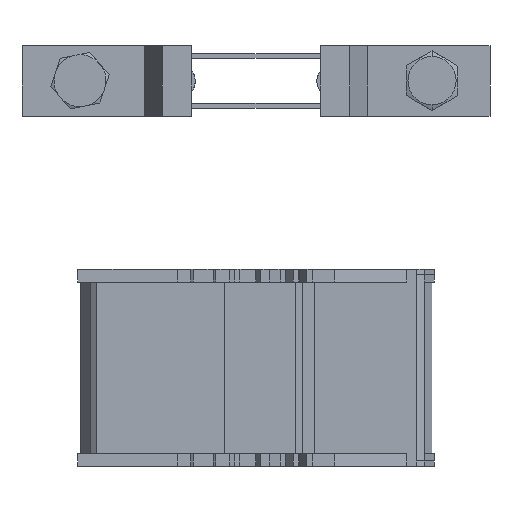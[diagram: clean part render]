
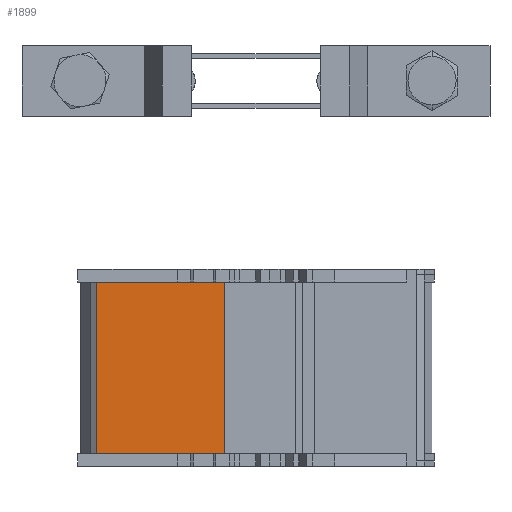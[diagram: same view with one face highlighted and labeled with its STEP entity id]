
A CAD part, front view. The second image highlights one B-rep face of the part: STEP entity #1899.
In plain terms, the highlighted planar face has unit normal (0, -1, 0).
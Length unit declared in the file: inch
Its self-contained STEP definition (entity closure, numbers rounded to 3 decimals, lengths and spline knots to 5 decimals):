
#1287 = EDGE_CURVE ( 'NONE', #14100, #12895, #13280, .T. ) ;
#1899 = ADVANCED_FACE ( 'NONE', ( #19178 ), #24117, .T. ) ;
#2290 = ORIENTED_EDGE ( 'NONE', *, *, #8967, .F. ) ;
#2924 = VERTEX_POINT ( 'NONE', #10407 ) ;
#3194 = DIRECTION ( 'NONE',  ( -1., 0., 0. ) ) ;
#3817 = CARTESIAN_POINT ( 'NONE',  ( -1.51201, 0.08149, 1.60047 ) ) ;
#4136 = DIRECTION ( 'NONE',  ( 1., 0., 0. ) ) ;
#4250 = VECTOR ( 'NONE', #3194, 39.37008 ) ;
#6120 = CARTESIAN_POINT ( 'NONE',  ( -0.30036, 0.08149, -0.02953 ) ) ;
#8027 = LINE ( 'NONE', #9922, #25139 ) ;
#8967 = EDGE_CURVE ( 'NONE', #12895, #2924, #23206, .T. ) ;
#9083 = ORIENTED_EDGE ( 'NONE', *, *, #1287, .F. ) ;
#9790 = VERTEX_POINT ( 'NONE', #3817 ) ;
#9922 = CARTESIAN_POINT ( 'NONE',  ( -1.51201, 0.08149, -0.15 ) ) ;
#10407 = CARTESIAN_POINT ( 'NONE',  ( -1.51201, 0.08149, -0.02953 ) ) ;
#10541 = CARTESIAN_POINT ( 'NONE',  ( 0., 0.08149, 0.07047 ) ) ;
#11449 = CARTESIAN_POINT ( 'NONE',  ( -0.30036, 0.08149, 1.60047 ) ) ;
#11522 = CARTESIAN_POINT ( 'NONE',  ( -0.30036, 0.08149, 0.07047 ) ) ;
#12394 = AXIS2_PLACEMENT_3D ( 'NONE', #10541, #17559, #17424 ) ;
#12895 = VERTEX_POINT ( 'NONE', #6120 ) ;
#13280 = LINE ( 'NONE', #11522, #17515 ) ;
#13650 = ORIENTED_EDGE ( 'NONE', *, *, #18212, .F. ) ;
#14100 = VERTEX_POINT ( 'NONE', #11449 ) ;
#15684 = CARTESIAN_POINT ( 'NONE',  ( 0., 0.08149, 1.60047 ) ) ;
#17424 = DIRECTION ( 'NONE',  ( 1., 0., 0. ) ) ;
#17515 = VECTOR ( 'NONE', #20166, 39.37008 ) ;
#17559 = DIRECTION ( 'NONE',  ( 0., -1., 0. ) ) ;
#18024 = LINE ( 'NONE', #15684, #23582 ) ;
#18212 = EDGE_CURVE ( 'NONE', #9790, #14100, #18024, .T. ) ;
#19178 = FACE_OUTER_BOUND ( 'NONE', #25355, .T. ) ;
#20166 = DIRECTION ( 'NONE',  ( 0., 0., -1. ) ) ;
#22216 = EDGE_CURVE ( 'NONE', #2924, #9790, #8027, .T. ) ;
#23056 = DIRECTION ( 'NONE',  ( 0., 0., 1. ) ) ;
#23206 = LINE ( 'NONE', #27003, #4250 ) ;
#23582 = VECTOR ( 'NONE', #4136, 39.37008 ) ;
#24117 = PLANE ( 'NONE',  #12394 ) ;
#24491 = ORIENTED_EDGE ( 'NONE', *, *, #22216, .F. ) ;
#25139 = VECTOR ( 'NONE', #23056, 39.37008 ) ;
#25355 = EDGE_LOOP ( 'NONE', ( #13650, #24491, #2290, #9083 ) ) ;
#27003 = CARTESIAN_POINT ( 'NONE',  ( -0.30036, 0.08149, -0.02953 ) ) ;
